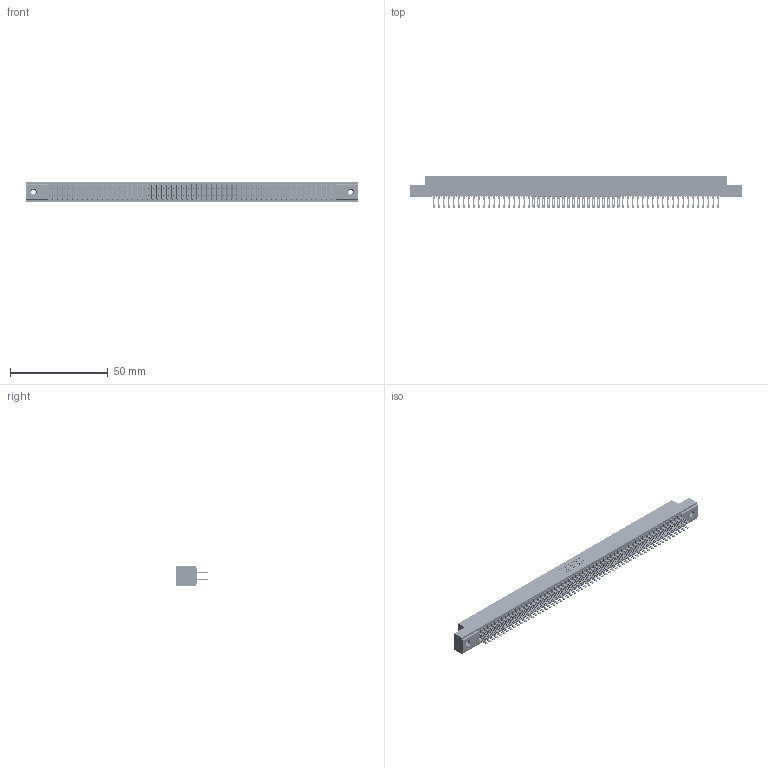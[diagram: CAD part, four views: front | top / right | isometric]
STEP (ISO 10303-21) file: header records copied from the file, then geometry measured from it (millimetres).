
FILE_DESCRIPTION (( 'STEP AP203' ), '1' );
FILE_NAME ('341-116-500-208.STEP', '2018-08-08T13:50:16', ( '' ), ( '' ), 'SwSTEP 2.0', 'SolidWorks 2016', '' );
FILE_SCHEMA (( 'CONFIG_CONTROL_DESIGN' ));
Length unit declared in the file: inch
Products named in the file (4): 341 Part_.156 (3.96) Dia Mounting Holes; 341-292-001_341-292-100; 345-250-001_345-250-003-102; 341-116-500-208
Assembly tree (119 placements, depth 2):
  341-116-500-208
    341 Part_.156 (3.96) Dia Mounting Holes
    341-292-001_341-292-100  x116
    345-250-001_345-250-003-102  x2
Bounding box: 169.54 x 16.69 x 10.16 mm (x, y, z)
Volume: 12677.4 mm3; surface area: 23995.1 mm2
Topology: 119 solids, 119 shells, 7832 faces, 22666 edges, 14674 vertices
Faces by surface type: plane 4508, cylinder 3076, sphere 118, torus 118, cone 12
Entity records: 69254 total; most frequent: CARTESIAN_POINT 11493, ORIENTED_EDGE 11416, DIRECTION 11156, EDGE_CURVE 5708, LINE 4622, VECTOR 4622, VERTEX_POINT 3604, AXIS2_PLACEMENT_3D 3267
